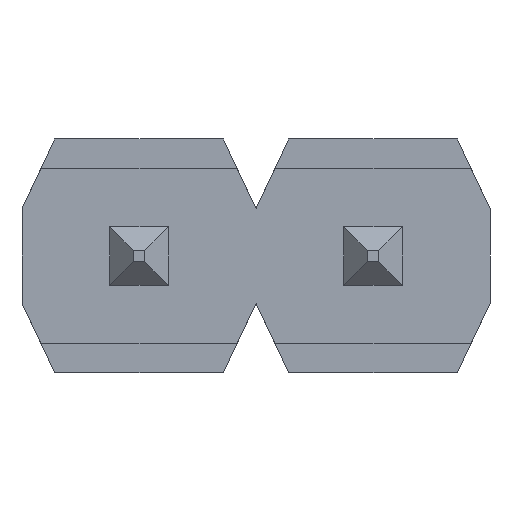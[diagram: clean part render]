
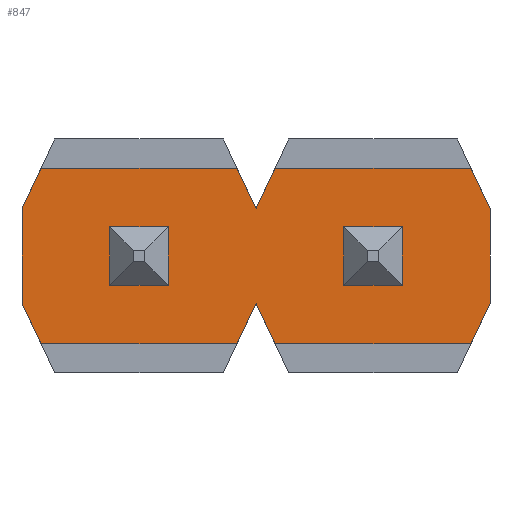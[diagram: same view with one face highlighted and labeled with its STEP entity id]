
A CAD part, front view. The second image highlights one B-rep face of the part: STEP entity #847.
In plain terms, the highlighted planar face has unit normal (0, -1, 0).
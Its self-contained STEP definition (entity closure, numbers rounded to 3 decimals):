
#56=ORIENTED_EDGE('',*,*,#292,.T.);
#57=ORIENTED_EDGE('',*,*,#293,.F.);
#58=ORIENTED_EDGE('',*,*,#294,.T.);
#59=ORIENTED_EDGE('',*,*,#295,.T.);
#60=ORIENTED_EDGE('',*,*,#296,.F.);
#61=ORIENTED_EDGE('',*,*,#297,.T.);
#62=ORIENTED_EDGE('',*,*,#298,.T.);
#63=ORIENTED_EDGE('',*,*,#299,.T.);
#64=ORIENTED_EDGE('',*,*,#300,.T.);
#65=ORIENTED_EDGE('',*,*,#301,.T.);
#66=ORIENTED_EDGE('',*,*,#302,.T.);
#67=ORIENTED_EDGE('',*,*,#303,.T.);
#68=ORIENTED_EDGE('',*,*,#304,.T.);
#69=ORIENTED_EDGE('',*,*,#305,.F.);
#70=ORIENTED_EDGE('',*,*,#306,.T.);
#71=ORIENTED_EDGE('',*,*,#307,.T.);
#72=ORIENTED_EDGE('',*,*,#308,.T.);
#73=ORIENTED_EDGE('',*,*,#309,.T.);
#74=ORIENTED_EDGE('',*,*,#310,.T.);
#75=ORIENTED_EDGE('',*,*,#311,.T.);
#76=ORIENTED_EDGE('',*,*,#312,.T.);
#77=ORIENTED_EDGE('',*,*,#313,.T.);
#292=EDGE_CURVE('',#410,#411,#486,.T.);
#293=EDGE_CURVE('',#412,#411,#487,.T.);
#294=EDGE_CURVE('',#412,#413,#488,.T.);
#295=EDGE_CURVE('',#413,#414,#489,.T.);
#296=EDGE_CURVE('',#415,#414,#490,.T.);
#297=EDGE_CURVE('',#415,#416,#491,.T.);
#298=EDGE_CURVE('',#416,#417,#492,.T.);
#299=EDGE_CURVE('',#417,#418,#493,.T.);
#300=EDGE_CURVE('',#418,#419,#494,.T.);
#301=EDGE_CURVE('',#419,#420,#495,.T.);
#302=EDGE_CURVE('',#420,#421,#496,.T.);
#303=EDGE_CURVE('',#421,#422,#497,.T.);
#304=EDGE_CURVE('',#422,#423,#498,.T.);
#305=EDGE_CURVE('',#410,#423,#499,.T.);
#306=EDGE_CURVE('',#424,#425,#500,.T.);
#307=EDGE_CURVE('',#425,#426,#501,.T.);
#308=EDGE_CURVE('',#426,#427,#502,.T.);
#309=EDGE_CURVE('',#427,#424,#503,.T.);
#310=EDGE_CURVE('',#428,#429,#504,.T.);
#311=EDGE_CURVE('',#429,#430,#505,.T.);
#312=EDGE_CURVE('',#430,#431,#506,.T.);
#313=EDGE_CURVE('',#431,#428,#507,.T.);
#410=VERTEX_POINT('',#1234);
#411=VERTEX_POINT('',#1235);
#412=VERTEX_POINT('',#1237);
#413=VERTEX_POINT('',#1239);
#414=VERTEX_POINT('',#1241);
#415=VERTEX_POINT('',#1243);
#416=VERTEX_POINT('',#1245);
#417=VERTEX_POINT('',#1247);
#418=VERTEX_POINT('',#1249);
#419=VERTEX_POINT('',#1251);
#420=VERTEX_POINT('',#1253);
#421=VERTEX_POINT('',#1255);
#422=VERTEX_POINT('',#1257);
#423=VERTEX_POINT('',#1259);
#424=VERTEX_POINT('',#1262);
#425=VERTEX_POINT('',#1263);
#426=VERTEX_POINT('',#1265);
#427=VERTEX_POINT('',#1267);
#428=VERTEX_POINT('',#1270);
#429=VERTEX_POINT('',#1271);
#430=VERTEX_POINT('',#1273);
#431=VERTEX_POINT('',#1275);
#486=LINE('',#1233,#604);
#487=LINE('',#1236,#605);
#488=LINE('',#1238,#606);
#489=LINE('',#1240,#607);
#490=LINE('',#1242,#608);
#491=LINE('',#1244,#609);
#492=LINE('',#1246,#610);
#493=LINE('',#1248,#611);
#494=LINE('',#1250,#612);
#495=LINE('',#1252,#613);
#496=LINE('',#1254,#614);
#497=LINE('',#1256,#615);
#498=LINE('',#1258,#616);
#499=LINE('',#1260,#617);
#500=LINE('',#1261,#618);
#501=LINE('',#1264,#619);
#502=LINE('',#1266,#620);
#503=LINE('',#1268,#621);
#504=LINE('',#1269,#622);
#505=LINE('',#1272,#623);
#506=LINE('',#1274,#624);
#507=LINE('',#1276,#625);
#604=VECTOR('',#996,1000.);
#605=VECTOR('',#997,1000.);
#606=VECTOR('',#998,1000.);
#607=VECTOR('',#999,1000.);
#608=VECTOR('',#1000,1000.);
#609=VECTOR('',#1001,1000.);
#610=VECTOR('',#1002,1000.);
#611=VECTOR('',#1003,1000.);
#612=VECTOR('',#1004,1000.);
#613=VECTOR('',#1005,1000.);
#614=VECTOR('',#1006,1000.);
#615=VECTOR('',#1007,1000.);
#616=VECTOR('',#1008,1000.);
#617=VECTOR('',#1009,1000.);
#618=VECTOR('',#1010,1000.);
#619=VECTOR('',#1011,1000.);
#620=VECTOR('',#1012,1000.);
#621=VECTOR('',#1013,1000.);
#622=VECTOR('',#1014,1000.);
#623=VECTOR('',#1015,1000.);
#624=VECTOR('',#1016,1000.);
#625=VECTOR('',#1017,1000.);
#703=EDGE_LOOP('',(#56,#57,#58,#59,#60,#61,#62,#63,#64,#65,#66,#67,#68,
#69));
#704=EDGE_LOOP('',(#70,#71,#72,#73));
#705=EDGE_LOOP('',(#74,#75,#76,#77));
#753=FACE_BOUND('',#703,.T.);
#754=FACE_BOUND('',#704,.T.);
#755=FACE_BOUND('',#705,.T.);
#801=PLANE('',#920);
#847=ADVANCED_FACE('',(#753,#754,#755),#801,.T.);
#920=AXIS2_PLACEMENT_3D('',#1232,#994,#995);
#994=DIRECTION('',(0.,-1.,0.));
#995=DIRECTION('',(0.,0.,-1.));
#996=DIRECTION('',(0.423,0.,-0.906));
#997=DIRECTION('',(-1.,0.,0.));
#998=DIRECTION('',(0.423,0.,0.906));
#999=DIRECTION('',(0.423,0.,-0.906));
#1000=DIRECTION('',(-1.,0.,0.));
#1001=DIRECTION('',(0.423,0.,0.906));
#1002=DIRECTION('',(0.,0.,1.));
#1003=DIRECTION('',(-0.423,0.,0.906));
#1004=DIRECTION('',(-1.,0.,0.));
#1005=DIRECTION('',(-0.423,0.,-0.906));
#1006=DIRECTION('',(-0.423,0.,0.906));
#1007=DIRECTION('',(-1.,0.,0.));
#1008=DIRECTION('',(-0.423,0.,-0.906));
#1009=DIRECTION('',(0.,0.,1.));
#1010=DIRECTION('',(0.,0.,-1.));
#1011=DIRECTION('',(-1.,0.,0.));
#1012=DIRECTION('',(0.,0.,1.));
#1013=DIRECTION('',(1.,0.,0.));
#1014=DIRECTION('',(0.,0.,-1.));
#1015=DIRECTION('',(-1.,0.,0.));
#1016=DIRECTION('',(0.,0.,1.));
#1017=DIRECTION('',(1.,0.,0.));
#1232=CARTESIAN_POINT('',(3.,0.5,-0.75));
#1233=CARTESIAN_POINT('',(-0.721,0.5,-1.));
#1234=CARTESIAN_POINT('',(-1.,0.5,-0.402));
#1235=CARTESIAN_POINT('',(-0.838,0.5,-0.75));
#1236=CARTESIAN_POINT('',(3.,0.5,-0.75));
#1237=CARTESIAN_POINT('',(0.838,0.5,-0.75));
#1238=CARTESIAN_POINT('',(1.,0.5,-0.402));
#1239=CARTESIAN_POINT('',(1.,0.5,-0.402));
#1240=CARTESIAN_POINT('',(1.279,0.5,-1.));
#1241=CARTESIAN_POINT('',(1.162,0.5,-0.75));
#1242=CARTESIAN_POINT('',(3.,0.5,-0.75));
#1243=CARTESIAN_POINT('',(2.838,0.5,-0.75));
#1244=CARTESIAN_POINT('',(3.,0.5,-0.402));
#1245=CARTESIAN_POINT('',(3.,0.5,-0.402));
#1246=CARTESIAN_POINT('',(3.,0.5,-0.75));
#1247=CARTESIAN_POINT('',(3.,0.5,0.402));
#1248=CARTESIAN_POINT('',(2.721,0.5,1.));
#1249=CARTESIAN_POINT('',(2.838,0.5,0.75));
#1250=CARTESIAN_POINT('',(3.,0.5,0.75));
#1251=CARTESIAN_POINT('',(1.162,0.5,0.75));
#1252=CARTESIAN_POINT('',(1.,0.5,0.402));
#1253=CARTESIAN_POINT('',(1.,0.5,0.402));
#1254=CARTESIAN_POINT('',(0.721,0.5,1.));
#1255=CARTESIAN_POINT('',(0.838,0.5,0.75));
#1256=CARTESIAN_POINT('',(3.,0.5,0.75));
#1257=CARTESIAN_POINT('',(-0.838,0.5,0.75));
#1258=CARTESIAN_POINT('',(-1.,0.5,0.402));
#1259=CARTESIAN_POINT('',(-1.,0.5,0.402));
#1260=CARTESIAN_POINT('',(-1.,0.5,-0.75));
#1261=CARTESIAN_POINT('',(0.25,0.5,-0.75));
#1262=CARTESIAN_POINT('',(0.25,0.5,0.25));
#1263=CARTESIAN_POINT('',(0.25,0.5,-0.25));
#1264=CARTESIAN_POINT('',(3.,0.5,-0.25));
#1265=CARTESIAN_POINT('',(-0.25,0.5,-0.25));
#1266=CARTESIAN_POINT('',(-0.25,0.5,-0.75));
#1267=CARTESIAN_POINT('',(-0.25,0.5,0.25));
#1268=CARTESIAN_POINT('',(3.,0.5,0.25));
#1269=CARTESIAN_POINT('',(2.25,0.5,-0.75));
#1270=CARTESIAN_POINT('',(2.25,0.5,0.25));
#1271=CARTESIAN_POINT('',(2.25,0.5,-0.25));
#1272=CARTESIAN_POINT('',(3.,0.5,-0.25));
#1273=CARTESIAN_POINT('',(1.75,0.5,-0.25));
#1274=CARTESIAN_POINT('',(1.75,0.5,-0.75));
#1275=CARTESIAN_POINT('',(1.75,0.5,0.25));
#1276=CARTESIAN_POINT('',(3.,0.5,0.25));
